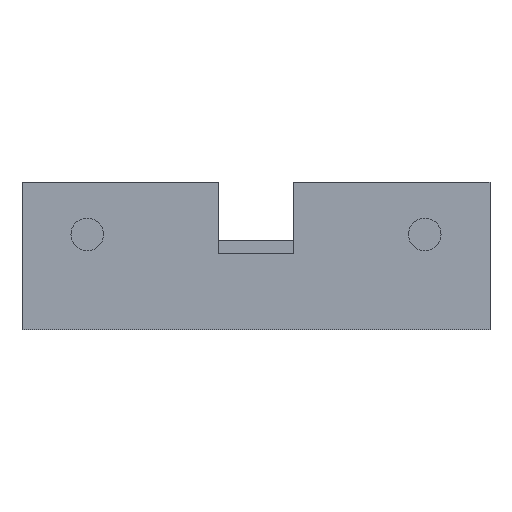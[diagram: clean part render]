
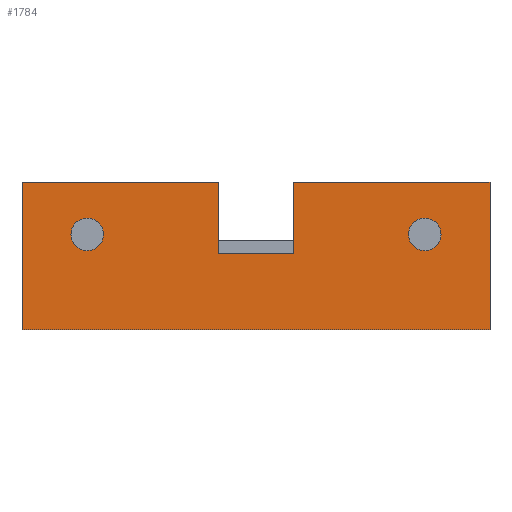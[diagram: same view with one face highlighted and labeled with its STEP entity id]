
A CAD part, top view. The second image highlights one B-rep face of the part: STEP entity #1784.
In plain terms, the highlighted planar face has unit normal (0, 0, 1).
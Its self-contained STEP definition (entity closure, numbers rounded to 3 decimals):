
#20=CIRCLE('',#1870,1.25);
#22=CIRCLE('',#1874,1.25);
#368=ORIENTED_EDGE('',*,*,#667,.F.);
#369=ORIENTED_EDGE('',*,*,#725,.T.);
#370=ORIENTED_EDGE('',*,*,#727,.T.);
#371=ORIENTED_EDGE('',*,*,#709,.F.);
#372=ORIENTED_EDGE('',*,*,#701,.F.);
#373=ORIENTED_EDGE('',*,*,#672,.F.);
#374=ORIENTED_EDGE('',*,*,#688,.T.);
#375=ORIENTED_EDGE('',*,*,#728,.F.);
#376=ORIENTED_EDGE('',*,*,#729,.F.);
#377=ORIENTED_EDGE('',*,*,#673,.F.);
#667=EDGE_CURVE('',#880,#880,#20,.T.);
#672=EDGE_CURVE('',#885,#883,#1092,.T.);
#673=EDGE_CURVE('',#886,#886,#22,.T.);
#688=EDGE_CURVE('',#885,#898,#1106,.T.);
#701=EDGE_CURVE('',#883,#901,#1119,.T.);
#709=EDGE_CURVE('',#901,#914,#1126,.T.);
#725=EDGE_CURVE('',#925,#924,#1142,.T.);
#727=EDGE_CURVE('',#924,#914,#1144,.T.);
#728=EDGE_CURVE('',#926,#898,#1145,.T.);
#729=EDGE_CURVE('',#925,#926,#1146,.T.);
#880=VERTEX_POINT('',#2621);
#883=VERTEX_POINT('',#2627);
#885=VERTEX_POINT('',#2631);
#886=VERTEX_POINT('',#2635);
#898=VERTEX_POINT('',#2664);
#901=VERTEX_POINT('',#2675);
#914=VERTEX_POINT('',#2707);
#924=VERTEX_POINT('',#2737);
#925=VERTEX_POINT('',#2739);
#926=VERTEX_POINT('',#2744);
#1092=LINE('',#2632,#1338);
#1106=LINE('',#2665,#1352);
#1119=LINE('',#2689,#1365);
#1126=LINE('',#2706,#1372);
#1142=LINE('',#2738,#1388);
#1144=LINE('',#2742,#1390);
#1145=LINE('',#2743,#1391);
#1146=LINE('',#2745,#1392);
#1338=VECTOR('',#2147,1000.);
#1352=VECTOR('',#2173,1000.);
#1365=VECTOR('',#2190,1000.);
#1372=VECTOR('',#2205,1000.);
#1388=VECTOR('',#2231,1000.);
#1390=VECTOR('',#2235,1000.);
#1391=VECTOR('',#2236,1000.);
#1392=VECTOR('',#2237,1000.);
#1516=EDGE_LOOP('',(#368));
#1517=EDGE_LOOP('',(#369,#370,#371,#372,#373,#374,#375,#376));
#1518=EDGE_LOOP('',(#377));
#1610=FACE_BOUND('',#1516,.T.);
#1611=FACE_BOUND('',#1517,.T.);
#1612=FACE_BOUND('',#1518,.T.);
#1698=PLANE('',#1890);
#1784=ADVANCED_FACE('',(#1610,#1611,#1612),#1698,.T.);
#1870=AXIS2_PLACEMENT_3D('',#2620,#2138,#2139);
#1874=AXIS2_PLACEMENT_3D('',#2634,#2150,#2151);
#1890=AXIS2_PLACEMENT_3D('',#2741,#2233,#2234);
#2138=DIRECTION('',(0.,0.,1.));
#2139=DIRECTION('',(1.,0.,0.));
#2147=DIRECTION('',(1.,0.,0.));
#2150=DIRECTION('',(0.,0.,1.));
#2151=DIRECTION('',(1.,0.,0.));
#2173=DIRECTION('',(0.,1.,0.));
#2190=DIRECTION('',(0.,1.,0.));
#2205=DIRECTION('',(1.,0.,0.));
#2231=DIRECTION('',(1.,0.,0.));
#2233=DIRECTION('',(0.,0.,1.));
#2234=DIRECTION('',(1.,0.,0.));
#2235=DIRECTION('',(0.,1.,0.));
#2236=DIRECTION('',(1.,0.,0.));
#2237=DIRECTION('',(0.,1.,0.));
#2620=CARTESIAN_POINT('',(-12.925,3.9,93.06));
#2621=CARTESIAN_POINT('',(-11.675,3.9,93.06));
#2627=CARTESIAN_POINT('',(2.875,2.4,93.06));
#2631=CARTESIAN_POINT('',(-2.875,2.4,93.06));
#2632=CARTESIAN_POINT('',(17.925,2.4,93.06));
#2634=CARTESIAN_POINT('',(12.925,3.9,93.06));
#2635=CARTESIAN_POINT('',(14.175,3.9,93.06));
#2664=CARTESIAN_POINT('',(-2.875,7.9,93.06));
#2665=CARTESIAN_POINT('',(-2.875,7.9,93.06));
#2675=CARTESIAN_POINT('',(2.875,7.9,93.06));
#2689=CARTESIAN_POINT('',(2.875,7.9,93.06));
#2706=CARTESIAN_POINT('',(17.925,7.9,93.06));
#2707=CARTESIAN_POINT('',(17.925,7.9,93.06));
#2737=CARTESIAN_POINT('',(17.925,-3.4,93.06));
#2738=CARTESIAN_POINT('',(17.925,-3.4,93.06));
#2739=CARTESIAN_POINT('',(-17.925,-3.4,93.06));
#2741=CARTESIAN_POINT('',(17.925,7.9,93.06));
#2742=CARTESIAN_POINT('',(17.925,7.9,93.06));
#2743=CARTESIAN_POINT('',(17.925,7.9,93.06));
#2744=CARTESIAN_POINT('',(-17.925,7.9,93.06));
#2745=CARTESIAN_POINT('',(-17.925,7.9,93.06));
